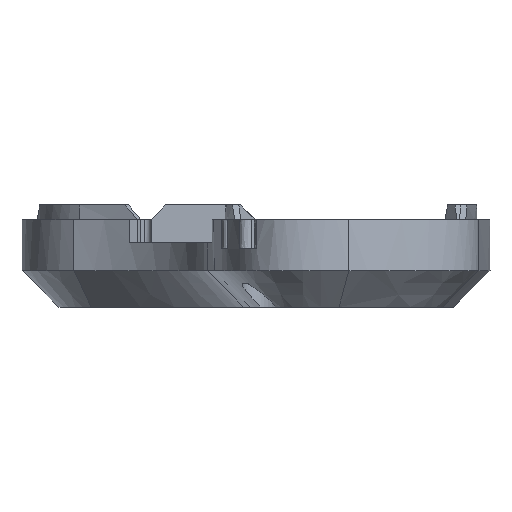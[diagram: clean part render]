
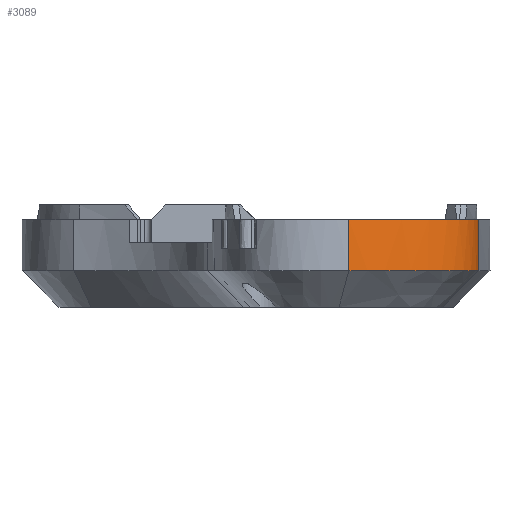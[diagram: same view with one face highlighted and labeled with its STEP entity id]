
A CAD part, front view. The second image highlights one B-rep face of the part: STEP entity #3089.
In plain terms, the highlighted free-form (B-spline) face has degree [2, 1] with [3, 2] control points.
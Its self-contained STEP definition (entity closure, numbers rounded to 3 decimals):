
#66=B_SPLINE_SURFACE_WITH_KNOTS('',2,1,((#7610,#7611),(#7612,#7613),(#7614,
#7615)),.UNSPECIFIED.,.F.,.F.,.F.,(3,3),(2,2),(-2.,-1.),(0.,1.2),
 .UNSPECIFIED.);
#143=B_SPLINE_CURVE_WITH_KNOTS('',2,(#4362,#4363,#4364),.UNSPECIFIED.,.F.,
 .F.,(3,3),(-2.,-1.),.UNSPECIFIED.);
#316=B_SPLINE_CURVE_WITH_KNOTS('',3,(#7579,#7580,#7581,#7582,#7583,#7584,
#7585,#7586,#7587),.UNSPECIFIED.,.F.,.F.,(4,1,1,1,1,1,4),(1.,
1.143,1.286,1.429,1.571,1.714,
2.),.UNSPECIFIED.);
#567=FACE_OUTER_BOUND('',#747,.T.);
#747=EDGE_LOOP('',(#2831,#2832,#2833,#2834));
#871=LINE('',#6424,#1046);
#922=LINE('',#7609,#1097);
#1046=VECTOR('',#3670,10.);
#1097=VECTOR('',#3901,10.);
#1187=VERTEX_POINT('',#4355);
#1188=VERTEX_POINT('',#4361);
#1340=VERTEX_POINT('',#6403);
#1390=VERTEX_POINT('',#7098);
#1505=EDGE_CURVE('',#1187,#1188,#143,.T.);
#1740=EDGE_CURVE('',#1340,#1187,#871,.T.);
#1887=EDGE_CURVE('',#1390,#1340,#316,.T.);
#1890=EDGE_CURVE('',#1390,#1188,#922,.T.);
#2831=ORIENTED_EDGE('',*,*,#1887,.F.);
#2832=ORIENTED_EDGE('',*,*,#1890,.T.);
#2833=ORIENTED_EDGE('',*,*,#1505,.F.);
#2834=ORIENTED_EDGE('',*,*,#1740,.F.);
#3089=ADVANCED_FACE('',(#567),#66,.T.);
#3670=DIRECTION('',(0.,0.,1.));
#3901=DIRECTION('',(0.,0.,1.));
#4355=CARTESIAN_POINT('',(3.648,-60.6,12.));
#4361=CARTESIAN_POINT('',(21.458,-45.474,12.));
#4362=CARTESIAN_POINT('Ctrl Pts',(3.648,-60.6,12.));
#4363=CARTESIAN_POINT('Ctrl Pts',(20.407,-56.153,12.));
#4364=CARTESIAN_POINT('Ctrl Pts',(21.458,-45.474,12.));
#6403=CARTESIAN_POINT('',(3.648,-60.6,5.));
#6424=CARTESIAN_POINT('',(3.648,-60.6,0.));
#7098=CARTESIAN_POINT('',(21.458,-45.474,5.));
#7579=CARTESIAN_POINT('Ctrl Pts',(21.458,-45.474,5.));
#7580=CARTESIAN_POINT('Ctrl Pts',(21.358,-46.491,5.));
#7581=CARTESIAN_POINT('Ctrl Pts',(20.944,-48.44,5.));
#7582=CARTESIAN_POINT('Ctrl Pts',(19.682,-51.11,5.));
#7583=CARTESIAN_POINT('Ctrl Pts',(17.779,-53.525,5.));
#7584=CARTESIAN_POINT('Ctrl Pts',(15.235,-55.686,5.));
#7585=CARTESIAN_POINT('Ctrl Pts',(10.988,-58.228,5.));
#7586=CARTESIAN_POINT('Ctrl Pts',(6.84,-59.753,5.));
#7587=CARTESIAN_POINT('Ctrl Pts',(3.648,-60.6,5.));
#7609=CARTESIAN_POINT('',(21.458,-45.474,0.));
#7610=CARTESIAN_POINT('Ctrl Pts',(3.648,-60.6,0.));
#7611=CARTESIAN_POINT('Ctrl Pts',(3.648,-60.6,12.));
#7612=CARTESIAN_POINT('Ctrl Pts',(20.407,-56.153,0.));
#7613=CARTESIAN_POINT('Ctrl Pts',(20.407,-56.153,12.));
#7614=CARTESIAN_POINT('Ctrl Pts',(21.458,-45.474,0.));
#7615=CARTESIAN_POINT('Ctrl Pts',(21.458,-45.474,12.));
